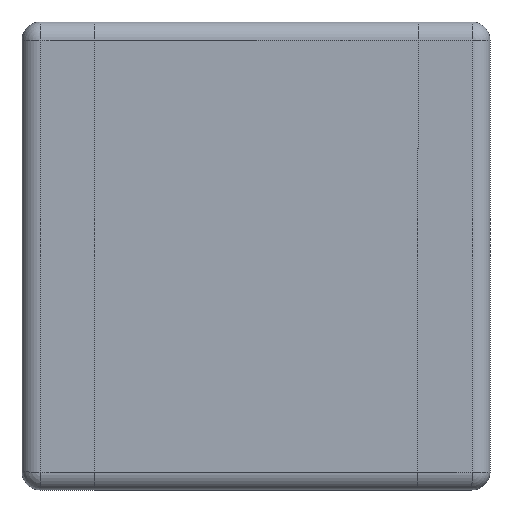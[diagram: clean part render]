
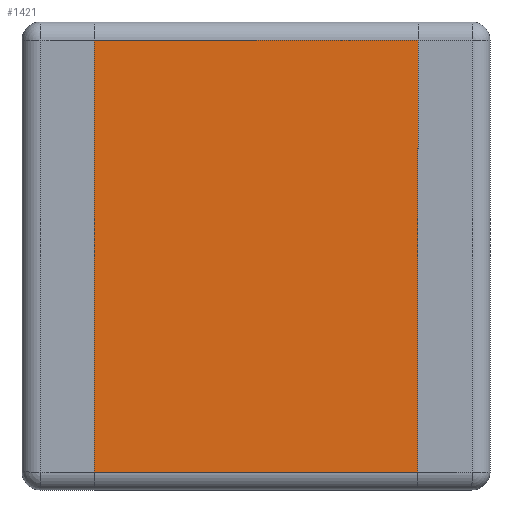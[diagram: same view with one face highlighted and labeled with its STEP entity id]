
A CAD part, front view. The second image highlights one B-rep face of the part: STEP entity #1421.
In plain terms, the highlighted planar face has unit normal (0, -1, 0).
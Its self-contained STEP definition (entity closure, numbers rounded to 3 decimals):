
#261 = CARTESIAN_POINT ( 'NONE',  ( 0.45, 0., -0.6 ) ) ;
#262 = DIRECTION ( 'NONE',  ( 0., 0., -1. ) ) ;
#263 = VECTOR ( 'NONE', #262, 1000. ) ;
#264 = CARTESIAN_POINT ( 'NONE',  ( 0.45, 0., -0.65 ) ) ;
#265 = LINE ( 'NONE', #264, #263 ) ;
#431 = CARTESIAN_POINT ( 'NONE',  ( -0.45, 0., -0.6 ) ) ;
#466 = CARTESIAN_POINT ( 'NONE',  ( -0.45, 0., 0.6 ) ) ;
#656 = DIRECTION ( 'NONE',  ( -1., 0., 0. ) ) ;
#657 = VECTOR ( 'NONE', #656, 1000. ) ;
#658 = CARTESIAN_POINT ( 'NONE',  ( -0.65, 0., 0.6 ) ) ;
#659 = LINE ( 'NONE', #658, #657 ) ;
#661 = DIRECTION ( 'NONE',  ( 1., 0., 0. ) ) ;
#662 = VECTOR ( 'NONE', #661, 1000. ) ;
#663 = CARTESIAN_POINT ( 'NONE',  ( 0.65, 0., -0.6 ) ) ;
#664 = LINE ( 'NONE', #663, #662 ) ;
#670 = CARTESIAN_POINT ( 'NONE',  ( 0.45, 0., 0.6 ) ) ;
#901 = FACE_OUTER_BOUND ( 'NONE', #1422, .T. ) ;
#936 = DIRECTION ( 'NONE',  ( 0., 0., -1. ) ) ;
#937 = DIRECTION ( 'NONE',  ( 0., -1., 0. ) ) ;
#938 = CARTESIAN_POINT ( 'NONE',  ( 0.65, 0., -0.65 ) ) ;
#939 = AXIS2_PLACEMENT_3D ( 'NONE', #938, #937, #936 ) ;
#942 = PLANE ( 'NONE',  #939 ) ;
#1150 = EDGE_CURVE ( 'NONE', #1273, #1278, #1669, .T. ) ;
#1221 = EDGE_CURVE ( 'NONE', #1343, #1222, #265, .T. ) ;
#1222 = VERTEX_POINT ( 'NONE', #261 ) ;
#1273 = VERTEX_POINT ( 'NONE', #431 ) ;
#1278 = VERTEX_POINT ( 'NONE', #466 ) ;
#1343 = VERTEX_POINT ( 'NONE', #670 ) ;
#1347 = ORIENTED_EDGE ( 'NONE', *, *, #1348, .T. ) ;
#1348 = EDGE_CURVE ( 'NONE', #1273, #1222, #664, .T. ) ;
#1349 = ORIENTED_EDGE ( 'NONE', *, *, #1221, .F. ) ;
#1350 = ORIENTED_EDGE ( 'NONE', *, *, #1351, .T. ) ;
#1351 = EDGE_CURVE ( 'NONE', #1343, #1278, #659, .T. ) ;
#1421 = ADVANCED_FACE ( 'NONE', ( #901 ), #942, .T. ) ;
#1422 = EDGE_LOOP ( 'NONE', ( #1423, #1347, #1349, #1350 ) ) ;
#1423 = ORIENTED_EDGE ( 'NONE', *, *, #1150, .F. ) ;
#1666 = DIRECTION ( 'NONE',  ( 0., 0., 1. ) ) ;
#1667 = VECTOR ( 'NONE', #1666, 1000. ) ;
#1668 = CARTESIAN_POINT ( 'NONE',  ( -0.45, 0., -0.65 ) ) ;
#1669 = LINE ( 'NONE', #1668, #1667 ) ;
